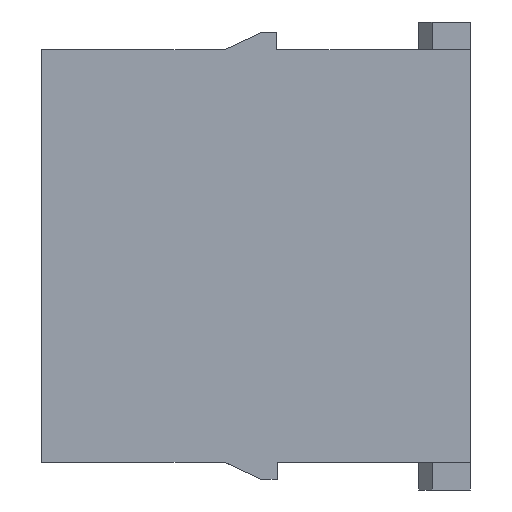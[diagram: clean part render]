
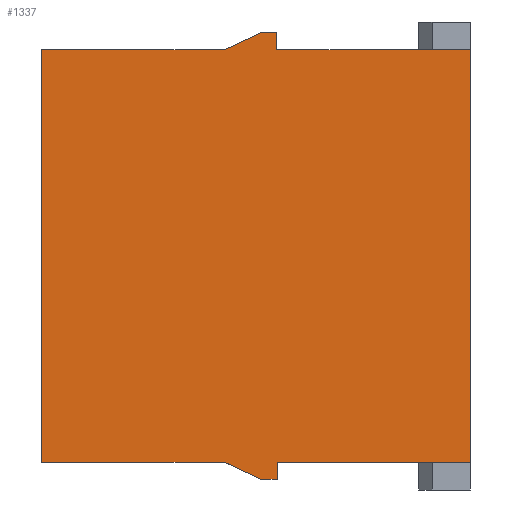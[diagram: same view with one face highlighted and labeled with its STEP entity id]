
A CAD part, left-side view. The second image highlights one B-rep face of the part: STEP entity #1337.
In plain terms, the highlighted planar face has unit normal (-1, 0, 0).
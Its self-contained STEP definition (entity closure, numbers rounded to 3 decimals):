
#1337=ADVANCED_FACE('',(#1847),#1555,.T.);
#1555=PLANE('',#7264);
#1847=FACE_OUTER_BOUND('',#2198,.T.);
#2198=EDGE_LOOP('',(#3669,#3670,#3671,#3672,#3673,#3674,#3675,#3676,#3677,
#3678,#3679,#3680));
#3669=ORIENTED_EDGE('',*,*,#5286,.T.);
#3670=ORIENTED_EDGE('',*,*,#5287,.T.);
#3671=ORIENTED_EDGE('',*,*,#5285,.T.);
#3672=ORIENTED_EDGE('',*,*,#5269,.T.);
#3673=ORIENTED_EDGE('',*,*,#5258,.T.);
#3674=ORIENTED_EDGE('',*,*,#5262,.T.);
#3675=ORIENTED_EDGE('',*,*,#5265,.T.);
#3676=ORIENTED_EDGE('',*,*,#5276,.T.);
#3677=ORIENTED_EDGE('',*,*,#5288,.T.);
#3678=ORIENTED_EDGE('',*,*,#5289,.T.);
#3679=ORIENTED_EDGE('',*,*,#4810,.T.);
#3680=ORIENTED_EDGE('',*,*,#4806,.T.);
#4136=VERTEX_POINT('',#9616);
#4137=VERTEX_POINT('',#9617);
#4140=VERTEX_POINT('',#9625);
#4446=VERTEX_POINT('',#10544);
#4447=VERTEX_POINT('',#10545);
#4450=VERTEX_POINT('',#10553);
#4452=VERTEX_POINT('',#10559);
#4454=VERTEX_POINT('',#10567);
#4458=VERTEX_POINT('',#10577);
#4462=VERTEX_POINT('',#10594);
#4463=VERTEX_POINT('',#10598);
#4464=VERTEX_POINT('',#10601);
#4806=EDGE_CURVE('',#4136,#4137,#5620,.T.);
#4810=EDGE_CURVE('',#4140,#4136,#5624,.T.);
#5258=EDGE_CURVE('',#4446,#4447,#5900,.T.);
#5262=EDGE_CURVE('',#4447,#4450,#5904,.T.);
#5265=EDGE_CURVE('',#4450,#4452,#5907,.T.);
#5269=EDGE_CURVE('',#4454,#4446,#5911,.T.);
#5276=EDGE_CURVE('',#4452,#4458,#5918,.T.);
#5285=EDGE_CURVE('',#4462,#4454,#5927,.T.);
#5286=EDGE_CURVE('',#4137,#4463,#5928,.T.);
#5287=EDGE_CURVE('',#4463,#4462,#5929,.T.);
#5288=EDGE_CURVE('',#4458,#4464,#5930,.T.);
#5289=EDGE_CURVE('',#4464,#4140,#5931,.T.);
#5620=LINE('',#9615,#6262);
#5624=LINE('',#9624,#6266);
#5900=LINE('',#10543,#6542);
#5904=LINE('',#10552,#6546);
#5907=LINE('',#10558,#6549);
#5911=LINE('',#10566,#6553);
#5918=LINE('',#10578,#6560);
#5927=LINE('',#10595,#6569);
#5928=LINE('',#10597,#6570);
#5929=LINE('',#10599,#6571);
#5930=LINE('',#10600,#6572);
#5931=LINE('',#10602,#6573);
#6262=VECTOR('',#7842,1.);
#6266=VECTOR('',#7848,1.);
#6542=VECTOR('',#8798,1.);
#6546=VECTOR('',#8804,1.);
#6549=VECTOR('',#8809,1.);
#6553=VECTOR('',#8817,1.);
#6560=VECTOR('',#8824,1.);
#6569=VECTOR('',#8841,1.);
#6570=VECTOR('',#8844,1.);
#6571=VECTOR('',#8845,1.);
#6572=VECTOR('',#8846,1.);
#6573=VECTOR('',#8847,1.);
#7264=AXIS2_PLACEMENT_3D('',#10603,#8848,#8849);
#7842=DIRECTION('',(0.,1.,0.));
#7848=DIRECTION('',(0.,0.,1.));
#8798=DIRECTION('',(0.,-0.906,-0.423));
#8804=DIRECTION('',(0.,-1.,0.));
#8809=DIRECTION('',(0.,0.,1.));
#8817=DIRECTION('',(0.,-1.,0.));
#8824=DIRECTION('',(0.,-1.,0.));
#8841=DIRECTION('',(0.,0.,-1.));
#8844=DIRECTION('',(0.,0.906,-0.423));
#8845=DIRECTION('',(0.,1.,0.));
#8846=DIRECTION('',(0.,0.,1.));
#8847=DIRECTION('',(0.,1.,0.));
#8848=DIRECTION('',(-1.,0.,0.));
#8849=DIRECTION('',(0.,0.,-1.));
#9615=CARTESIAN_POINT('',(-7.3,-1.1,16.4));
#9616=CARTESIAN_POINT('',(-7.3,-1.1,16.4));
#9617=CARTESIAN_POINT('',(-7.3,0.1,16.4));
#9624=CARTESIAN_POINT('',(-7.3,-1.1,15.15));
#9625=CARTESIAN_POINT('',(-7.3,-1.1,15.15));
#10543=CARTESIAN_POINT('',(-7.3,2.781,-15.15));
#10544=CARTESIAN_POINT('',(-7.3,2.781,-15.15));
#10545=CARTESIAN_POINT('',(-7.3,0.1,-16.4));
#10552=CARTESIAN_POINT('',(-7.3,0.1,-16.4));
#10553=CARTESIAN_POINT('',(-7.3,-1.12,-16.4));
#10558=CARTESIAN_POINT('',(-7.3,-1.12,-16.4));
#10559=CARTESIAN_POINT('',(-7.3,-1.12,-15.15));
#10566=CARTESIAN_POINT('',(-7.3,16.2,-15.15));
#10567=CARTESIAN_POINT('',(-7.3,16.2,-15.15));
#10577=CARTESIAN_POINT('',(-7.3,-15.3,-15.15));
#10578=CARTESIAN_POINT('',(-7.3,-1.12,-15.15));
#10594=CARTESIAN_POINT('',(-7.3,16.2,15.15));
#10595=CARTESIAN_POINT('',(-7.3,16.2,15.15));
#10597=CARTESIAN_POINT('',(-7.3,0.1,16.4));
#10598=CARTESIAN_POINT('',(-7.3,2.781,15.15));
#10599=CARTESIAN_POINT('',(-7.3,2.781,15.15));
#10600=CARTESIAN_POINT('',(-7.3,-15.3,-15.15));
#10601=CARTESIAN_POINT('',(-7.3,-15.3,15.15));
#10602=CARTESIAN_POINT('',(-7.3,-15.3,15.15));
#10603=CARTESIAN_POINT('',(-7.3,16.3,16.562));
